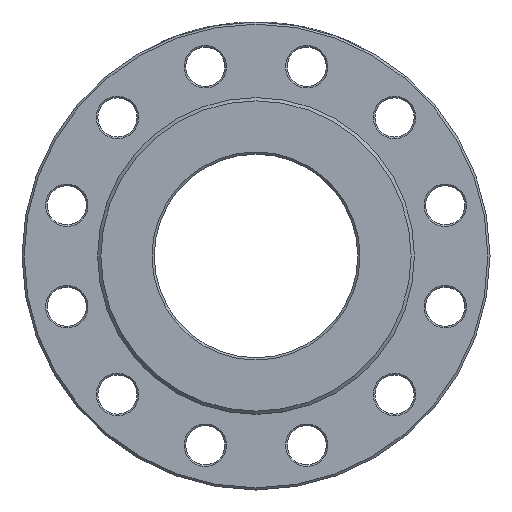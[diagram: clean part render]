
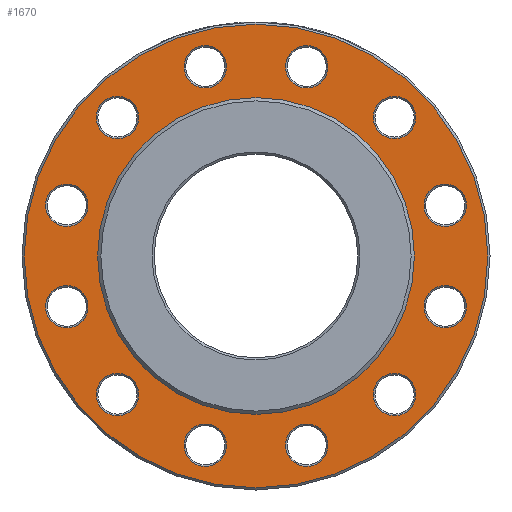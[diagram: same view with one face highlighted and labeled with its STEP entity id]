
A CAD part, left-side view. The second image highlights one B-rep face of the part: STEP entity #1670.
In plain terms, the highlighted planar face has unit normal (-1, 0, 0).
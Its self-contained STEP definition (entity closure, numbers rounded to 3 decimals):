
#45 = CARTESIAN_POINT ( 'NONE',  ( 3., 46.587, 173.867 ) ) ;
#58 = ORIENTED_EDGE ( 'NONE', *, *, #186, .T. ) ;
#82 = EDGE_LOOP ( 'NONE', ( #3252 ) ) ;
#132 = CIRCLE ( 'NONE', #231, 213. ) ;
#186 = EDGE_CURVE ( 'NONE', #2703, #2703, #2341, .T. ) ;
#231 = AXIS2_PLACEMENT_3D ( 'NONE', #1932, #1899, #923 ) ;
#247 = ORIENTED_EDGE ( 'NONE', *, *, #5321, .T. ) ;
#283 = DIRECTION ( 'NONE',  ( 1., 0., 0. ) ) ;
#316 = DIRECTION ( 'NONE',  ( 0., -0.5, 0.866 ) ) ;
#341 = ORIENTED_EDGE ( 'NONE', *, *, #4223, .T. ) ;
#458 = AXIS2_PLACEMENT_3D ( 'NONE', #1313, #3330, #5356 ) ;
#469 = CARTESIAN_POINT ( 'NONE',  ( 3., -46.587, -173.867 ) ) ;
#508 = VERTEX_POINT ( 'NONE', #4969 ) ;
#556 = ORIENTED_EDGE ( 'NONE', *, *, #6170, .T. ) ;
#567 = CARTESIAN_POINT ( 'NONE',  ( 3., -66.087, -173.867 ) ) ;
#601 = EDGE_LOOP ( 'NONE', ( #5404 ) ) ;
#653 = DIRECTION ( 'NONE',  ( 1., 0., 0. ) ) ;
#836 = VERTEX_POINT ( 'NONE', #2420 ) ;
#872 = VERTEX_POINT ( 'NONE', #3840 ) ;
#874 = EDGE_LOOP ( 'NONE', ( #5155 ) ) ;
#909 = VERTEX_POINT ( 'NONE', #2276 ) ;
#923 = DIRECTION ( 'NONE',  ( 0., 0., -1. ) ) ;
#942 = VERTEX_POINT ( 'NONE', #1885 ) ;
#983 = CARTESIAN_POINT ( 'NONE',  ( 3., 46.587, -173.867 ) ) ;
#1051 = DIRECTION ( 'NONE',  ( 0., 0., -1. ) ) ;
#1126 = CARTESIAN_POINT ( 'NONE',  ( 3., -46.587, 173.867 ) ) ;
#1131 = DIRECTION ( 'NONE',  ( 0., 0., 1. ) ) ;
#1138 = FACE_BOUND ( 'NONE', #3093, .T. ) ;
#1191 = CIRCLE ( 'NONE', #5107, 19.5 ) ;
#1197 = FACE_BOUND ( 'NONE', #82, .T. ) ;
#1303 = EDGE_CURVE ( 'NONE', #4136, #4136, #4974, .T. ) ;
#1313 = CARTESIAN_POINT ( 'NONE',  ( 3., 127.279, -127.279 ) ) ;
#1464 = EDGE_CURVE ( 'NONE', #1746, #1746, #3021, .T. ) ;
#1470 = DIRECTION ( 'NONE',  ( 1., 0., 0. ) ) ;
#1485 = DIRECTION ( 'NONE',  ( 0., -0.866, 0.5 ) ) ;
#1535 = EDGE_LOOP ( 'NONE', ( #4977 ) ) ;
#1546 = DIRECTION ( 'NONE',  ( 0., 0.866, 0.5 ) ) ;
#1548 = CARTESIAN_POINT ( 'NONE',  ( 3., -127.279, -127.279 ) ) ;
#1603 = CARTESIAN_POINT ( 'NONE',  ( 3., 127.279, 127.279 ) ) ;
#1617 = DIRECTION ( 'NONE',  ( -1., 0., 0. ) ) ;
#1624 = FACE_BOUND ( 'NONE', #6509, .T. ) ;
#1629 = EDGE_CURVE ( 'NONE', #4204, #4204, #3872, .T. ) ;
#1651 = CARTESIAN_POINT ( 'NONE',  ( 3., -29.7, 183.617 ) ) ;
#1656 = DIRECTION ( 'NONE',  ( 1., 0., 0. ) ) ;
#1670 = ADVANCED_FACE ( 'NONE', ( #1624, #5300, #1197, #1138, #4143, #2680, #6201, #2777, #2708, #6172, #3649, #4733, #5667, #3680 ), #1687, .F. ) ;
#1687 = PLANE ( 'NONE',  #5244 ) ;
#1746 = VERTEX_POINT ( 'NONE', #5231 ) ;
#1751 = DIRECTION ( 'NONE',  ( 0., 0.5, 0.866 ) ) ;
#1852 = CARTESIAN_POINT ( 'NONE',  ( 3., -173.867, 66.087 ) ) ;
#1885 = CARTESIAN_POINT ( 'NONE',  ( 3., 144.167, 117.529 ) ) ;
#1898 = EDGE_LOOP ( 'NONE', ( #4201 ) ) ;
#1899 = DIRECTION ( 'NONE',  ( -1., 0., 0. ) ) ;
#1920 = CIRCLE ( 'NONE', #4357, 19.5 ) ;
#1932 = CARTESIAN_POINT ( 'NONE',  ( 3., 0., 0. ) ) ;
#1945 = DIRECTION ( 'NONE',  ( 0., 1., 0. ) ) ;
#2001 = DIRECTION ( 'NONE',  ( 1., 0., 0. ) ) ;
#2029 = DIRECTION ( 'NONE',  ( 1., 0., 0. ) ) ;
#2031 = DIRECTION ( 'NONE',  ( 0., 0.5, -0.866 ) ) ;
#2104 = AXIS2_PLACEMENT_3D ( 'NONE', #1548, #3942, #1485 ) ;
#2214 = DIRECTION ( 'NONE',  ( 0., 0., -1. ) ) ;
#2276 = CARTESIAN_POINT ( 'NONE',  ( 3., -183.617, -29.7 ) ) ;
#2341 = CIRCLE ( 'NONE', #3606, 19.5 ) ;
#2347 = VERTEX_POINT ( 'NONE', #1852 ) ;
#2350 = EDGE_LOOP ( 'NONE', ( #4220 ) ) ;
#2392 = AXIS2_PLACEMENT_3D ( 'NONE', #4239, #6234, #1751 ) ;
#2420 = CARTESIAN_POINT ( 'NONE',  ( 3., 117.529, -144.167 ) ) ;
#2441 = DIRECTION ( 'NONE',  ( 0., -1., 0. ) ) ;
#2563 = CIRCLE ( 'NONE', #4045, 19.5 ) ;
#2680 = FACE_BOUND ( 'NONE', #2350, .T. ) ;
#2703 = VERTEX_POINT ( 'NONE', #1651 ) ;
#2708 = FACE_BOUND ( 'NONE', #4650, .T. ) ;
#2777 = FACE_BOUND ( 'NONE', #1898, .T. ) ;
#2881 = CIRCLE ( 'NONE', #6484, 19.5 ) ;
#2883 = AXIS2_PLACEMENT_3D ( 'NONE', #3212, #283, #316 ) ;
#2910 = CARTESIAN_POINT ( 'NONE',  ( 3., -173.867, 46.587 ) ) ;
#2989 = DIRECTION ( 'NONE',  ( 0., -0.866, -0.5 ) ) ;
#3021 = CIRCLE ( 'NONE', #5042, 19.5 ) ;
#3023 = CARTESIAN_POINT ( 'NONE',  ( 3., 173.867, 46.587 ) ) ;
#3093 = EDGE_LOOP ( 'NONE', ( #58 ) ) ;
#3212 = CARTESIAN_POINT ( 'NONE',  ( 3., -173.867, -46.587 ) ) ;
#3252 = ORIENTED_EDGE ( 'NONE', *, *, #5880, .T. ) ;
#3330 = DIRECTION ( 'NONE',  ( 1., 0., 0. ) ) ;
#3374 = DIRECTION ( 'NONE',  ( 1., 0., 0. ) ) ;
#3378 = VERTEX_POINT ( 'NONE', #4442 ) ;
#3424 = EDGE_LOOP ( 'NONE', ( #5014 ) ) ;
#3459 = EDGE_LOOP ( 'NONE', ( #341 ) ) ;
#3606 = AXIS2_PLACEMENT_3D ( 'NONE', #1126, #5623, #1546 ) ;
#3615 = AXIS2_PLACEMENT_3D ( 'NONE', #4167, #1617, #1131 ) ;
#3649 = FACE_BOUND ( 'NONE', #3459, .T. ) ;
#3680 = FACE_BOUND ( 'NONE', #1535, .T. ) ;
#3722 = CIRCLE ( 'NONE', #3615, 145.5 ) ;
#3744 = ORIENTED_EDGE ( 'NONE', *, *, #1629, .T. ) ;
#3745 = EDGE_CURVE ( 'NONE', #909, #909, #5534, .T. ) ;
#3768 = CARTESIAN_POINT ( 'NONE',  ( 3., -117.529, 144.167 ) ) ;
#3823 = CIRCLE ( 'NONE', #458, 19.5 ) ;
#3840 = CARTESIAN_POINT ( 'NONE',  ( 3., 29.7, -183.617 ) ) ;
#3872 = CIRCLE ( 'NONE', #2392, 19.5 ) ;
#3906 = VERTEX_POINT ( 'NONE', #5925 ) ;
#3942 = DIRECTION ( 'NONE',  ( 1., 0., 0. ) ) ;
#4045 = AXIS2_PLACEMENT_3D ( 'NONE', #469, #1470, #2441 ) ;
#4136 = VERTEX_POINT ( 'NONE', #6197 ) ;
#4143 = FACE_BOUND ( 'NONE', #5271, .T. ) ;
#4167 = CARTESIAN_POINT ( 'NONE',  ( 3., 0., 0. ) ) ;
#4201 = ORIENTED_EDGE ( 'NONE', *, *, #1303, .T. ) ;
#4204 = VERTEX_POINT ( 'NONE', #3768 ) ;
#4220 = ORIENTED_EDGE ( 'NONE', *, *, #5788, .T. ) ;
#4223 = EDGE_CURVE ( 'NONE', #836, #836, #3823, .T. ) ;
#4239 = CARTESIAN_POINT ( 'NONE',  ( 3., -127.279, 127.279 ) ) ;
#4241 = ORIENTED_EDGE ( 'NONE', *, *, #5196, .T. ) ;
#4253 = EDGE_LOOP ( 'NONE', ( #6444 ) ) ;
#4334 = VERTEX_POINT ( 'NONE', #4374 ) ;
#4357 = AXIS2_PLACEMENT_3D ( 'NONE', #983, #2029, #2989 ) ;
#4374 = CARTESIAN_POINT ( 'NONE',  ( 3., 0., 145.5 ) ) ;
#4442 = CARTESIAN_POINT ( 'NONE',  ( 3., 0., -213. ) ) ;
#4581 = AXIS2_PLACEMENT_3D ( 'NONE', #3023, #4985, #2031 ) ;
#4627 = EDGE_CURVE ( 'NONE', #3378, #3378, #132, .T. ) ;
#4642 = EDGE_CURVE ( 'NONE', #872, #872, #1920, .T. ) ;
#4650 = EDGE_LOOP ( 'NONE', ( #556 ) ) ;
#4733 = FACE_BOUND ( 'NONE', #601, .T. ) ;
#4969 = CARTESIAN_POINT ( 'NONE',  ( 3., 66.087, 173.867 ) ) ;
#4974 = CIRCLE ( 'NONE', #2104, 19.5 ) ;
#4977 = ORIENTED_EDGE ( 'NONE', *, *, #5680, .F. ) ;
#4985 = DIRECTION ( 'NONE',  ( 1., 0., 0. ) ) ;
#5014 = ORIENTED_EDGE ( 'NONE', *, *, #3745, .T. ) ;
#5042 = AXIS2_PLACEMENT_3D ( 'NONE', #6178, #2001, #1051 ) ;
#5107 = AXIS2_PLACEMENT_3D ( 'NONE', #45, #6494, #1945 ) ;
#5155 = ORIENTED_EDGE ( 'NONE', *, *, #4627, .T. ) ;
#5196 = EDGE_CURVE ( 'NONE', #942, #942, #2881, .T. ) ;
#5231 = CARTESIAN_POINT ( 'NONE',  ( 3., 173.867, -66.087 ) ) ;
#5244 = AXIS2_PLACEMENT_3D ( 'NONE', #5756, #1656, #2214 ) ;
#5271 = EDGE_LOOP ( 'NONE', ( #3744 ) ) ;
#5300 = FACE_BOUND ( 'NONE', #6530, .T. ) ;
#5308 = CIRCLE ( 'NONE', #4581, 19.5 ) ;
#5321 = EDGE_CURVE ( 'NONE', #3906, #3906, #5308, .T. ) ;
#5356 = DIRECTION ( 'NONE',  ( 0., -0.5, -0.866 ) ) ;
#5404 = ORIENTED_EDGE ( 'NONE', *, *, #1464, .T. ) ;
#5422 = AXIS2_PLACEMENT_3D ( 'NONE', #2910, #3374, #5433 ) ;
#5433 = DIRECTION ( 'NONE',  ( 0., 0., 1. ) ) ;
#5534 = CIRCLE ( 'NONE', #2883, 19.5 ) ;
#5623 = DIRECTION ( 'NONE',  ( 1., 0., 0. ) ) ;
#5667 = FACE_OUTER_BOUND ( 'NONE', #874, .T. ) ;
#5680 = EDGE_CURVE ( 'NONE', #4334, #4334, #3722, .T. ) ;
#5756 = CARTESIAN_POINT ( 'NONE',  ( 3., 145.5, 0. ) ) ;
#5788 = EDGE_CURVE ( 'NONE', #2347, #2347, #6063, .T. ) ;
#5880 = EDGE_CURVE ( 'NONE', #508, #508, #1191, .T. ) ;
#5925 = CARTESIAN_POINT ( 'NONE',  ( 3., 183.617, 29.7 ) ) ;
#6058 = VERTEX_POINT ( 'NONE', #567 ) ;
#6063 = CIRCLE ( 'NONE', #5422, 19.5 ) ;
#6170 = EDGE_CURVE ( 'NONE', #6058, #6058, #2563, .T. ) ;
#6172 = FACE_BOUND ( 'NONE', #4253, .T. ) ;
#6178 = CARTESIAN_POINT ( 'NONE',  ( 3., 173.867, -46.587 ) ) ;
#6197 = CARTESIAN_POINT ( 'NONE',  ( 3., -144.167, -117.529 ) ) ;
#6201 = FACE_BOUND ( 'NONE', #3424, .T. ) ;
#6234 = DIRECTION ( 'NONE',  ( 1., 0., 0. ) ) ;
#6275 = DIRECTION ( 'NONE',  ( 0., 0.866, -0.5 ) ) ;
#6444 = ORIENTED_EDGE ( 'NONE', *, *, #4642, .T. ) ;
#6484 = AXIS2_PLACEMENT_3D ( 'NONE', #1603, #653, #6275 ) ;
#6494 = DIRECTION ( 'NONE',  ( 1., 0., 0. ) ) ;
#6509 = EDGE_LOOP ( 'NONE', ( #247 ) ) ;
#6530 = EDGE_LOOP ( 'NONE', ( #4241 ) ) ;
